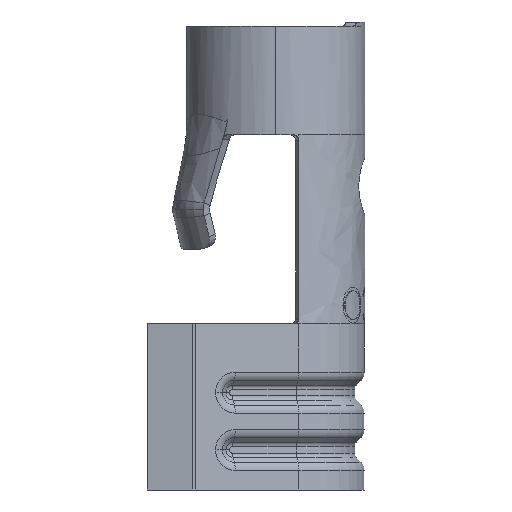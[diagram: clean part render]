
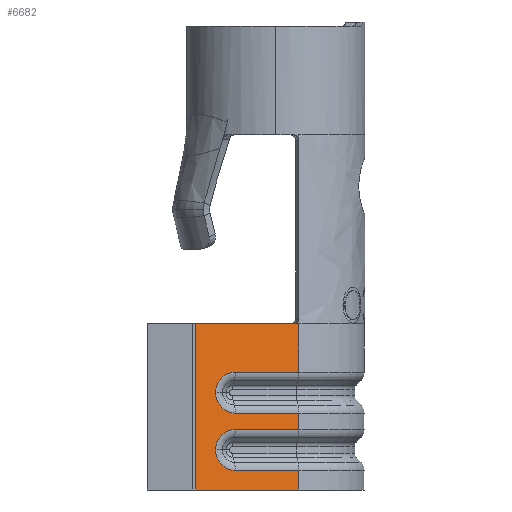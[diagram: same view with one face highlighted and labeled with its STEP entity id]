
A CAD part, left-side view. The second image highlights one B-rep face of the part: STEP entity #6682.
In plain terms, the highlighted planar face has unit normal (-0.965, -0.262, 0).
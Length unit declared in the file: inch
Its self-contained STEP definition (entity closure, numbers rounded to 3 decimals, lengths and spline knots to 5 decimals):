
#158 = CARTESIAN_POINT ( 'NONE',  ( -0.18067, 0.07013, -0.77578 ) ) ;
#269 = EDGE_CURVE ( 'NONE', #12367, #5409, #10198, .T. ) ;
#332 = EDGE_LOOP ( 'NONE', ( #6964, #7653, #9477, #16621, #4129, #13049, #6934, #6387, #10650, #14730, #4634, #15710, #16478, #4263, #11572 ) ) ;
#335 = VERTEX_POINT ( 'NONE', #946 ) ;
#465 = EDGE_CURVE ( 'NONE', #1318, #11220, #14374, .T. ) ;
#761 = LINE ( 'NONE', #6086, #2525 ) ;
#922 = DIRECTION ( 'NONE',  ( 0.262, -0.965, 0. ) ) ;
#946 = CARTESIAN_POINT ( 'NONE',  ( -0.18067, 0.07013, -0.60422 ) ) ;
#1312 = DIRECTION ( 'NONE',  ( 0., 0., -1. ) ) ;
#1318 = VERTEX_POINT ( 'NONE', #6754 ) ;
#1319 = LINE ( 'NONE', #6644, #14835 ) ;
#1429 = DIRECTION ( 'NONE',  ( -0.262, 0.965, 0. ) ) ;
#2042 = AXIS2_PLACEMENT_3D ( 'NONE', #8068, #13386, #1429 ) ;
#2079 = CARTESIAN_POINT ( 'NONE',  ( -0.15055, -0.04086, -0.52 ) ) ;
#2191 = EDGE_CURVE ( 'NONE', #12367, #12462, #10503, .T. ) ;
#2371 = LINE ( 'NONE', #7698, #13175 ) ;
#2525 = VECTOR ( 'NONE', #11402, 39.37008 ) ;
#2673 = CARTESIAN_POINT ( 'NONE',  ( -0.18067, 0.07013, -0.70422 ) ) ;
#2743 = PLANE ( 'NONE',  #2042 ) ;
#2899 = CIRCLE ( 'NONE', #10415, 0.03578 ) ;
#2932 = VECTOR ( 'NONE', #3873, 39.37008 ) ;
#3122 = DIRECTION ( 'NONE',  ( 0.965, 0.262, 0. ) ) ;
#3284 = CARTESIAN_POINT ( 'NONE',  ( -0.18067, 0.07013, -0.67578 ) ) ;
#3343 = CARTESIAN_POINT ( 'NONE',  ( -0.15055, -0.04086, -0.67578 ) ) ;
#3570 = DIRECTION ( 'NONE',  ( 0., 0., -1. ) ) ;
#3873 = DIRECTION ( 'NONE',  ( 0.262, -0.965, 0. ) ) ;
#3903 = CIRCLE ( 'NONE', #11416, 0.03578 ) ;
#3981 = CARTESIAN_POINT ( 'NONE',  ( -0.15055, -0.04086, -0.70422 ) ) ;
#4115 = CARTESIAN_POINT ( 'NONE',  ( -0.18067, 0.07013, -0.77578 ) ) ;
#4129 = ORIENTED_EDGE ( 'NONE', *, *, #9787, .T. ) ;
#4146 = VERTEX_POINT ( 'NONE', #4115 ) ;
#4209 = CIRCLE ( 'NONE', #11724, 0.03578 ) ;
#4260 = LINE ( 'NONE', #9579, #9825 ) ;
#4263 = ORIENTED_EDGE ( 'NONE', *, *, #465, .T. ) ;
#4324 = VERTEX_POINT ( 'NONE', #12324 ) ;
#4516 = DIRECTION ( 'NONE',  ( -0.262, 0.965, 0. ) ) ;
#4542 = CARTESIAN_POINT ( 'NONE',  ( -0.15055, -0.04086, -0.60422 ) ) ;
#4634 = ORIENTED_EDGE ( 'NONE', *, *, #12408, .F. ) ;
#4761 = VERTEX_POINT ( 'NONE', #4542 ) ;
#5269 = EDGE_CURVE ( 'NONE', #12462, #16639, #7557, .T. ) ;
#5382 = VECTOR ( 'NONE', #16680, 39.37008 ) ;
#5409 = VERTEX_POINT ( 'NONE', #9467 ) ;
#5487 = DIRECTION ( 'NONE',  ( -0.262, 0.965, 0. ) ) ;
#5554 = EDGE_CURVE ( 'NONE', #4146, #1318, #2899, .T. ) ;
#5638 = CARTESIAN_POINT ( 'NONE',  ( -0.18067, 0.07013, -0.74 ) ) ;
#6045 = LINE ( 'NONE', #11361, #5382 ) ;
#6086 = CARTESIAN_POINT ( 'NONE',  ( -0.18067, 0.07013, -0.67578 ) ) ;
#6387 = ORIENTED_EDGE ( 'NONE', *, *, #2191, .F. ) ;
#6532 = EDGE_CURVE ( 'NONE', #4324, #4146, #8104, .T. ) ;
#6644 = CARTESIAN_POINT ( 'NONE',  ( -0.15055, -0.04086, -0.52 ) ) ;
#6682 = ADVANCED_FACE ( 'NONE', ( #14688 ), #2743, .F. ) ;
#6720 = CARTESIAN_POINT ( 'NONE',  ( -0.15317, -0.03121, -0.52 ) ) ;
#6738 = CARTESIAN_POINT ( 'NONE',  ( -0.18067, 0.07013, -0.64 ) ) ;
#6754 = CARTESIAN_POINT ( 'NONE',  ( -0.19005, 0.10466, -0.74 ) ) ;
#6934 = ORIENTED_EDGE ( 'NONE', *, *, #5269, .F. ) ;
#6964 = ORIENTED_EDGE ( 'NONE', *, *, #9322, .F. ) ;
#7165 = VERTEX_POINT ( 'NONE', #3343 ) ;
#7185 = EDGE_CURVE ( 'NONE', #5409, #12037, #6045, .T. ) ;
#7296 = VERTEX_POINT ( 'NONE', #7793 ) ;
#7557 = LINE ( 'NONE', #12882, #7919 ) ;
#7653 = ORIENTED_EDGE ( 'NONE', *, *, #11365, .T. ) ;
#7698 = CARTESIAN_POINT ( 'NONE',  ( -0.15055, -0.04086, -0.52 ) ) ;
#7793 = CARTESIAN_POINT ( 'NONE',  ( -0.19005, 0.10466, -0.64 ) ) ;
#7919 = VECTOR ( 'NONE', #922, 39.37008 ) ;
#7956 = LINE ( 'NONE', #13273, #12154 ) ;
#8068 = CARTESIAN_POINT ( 'NONE',  ( -0.15055, -0.04086, -0.52 ) ) ;
#8104 = LINE ( 'NONE', #158, #8738 ) ;
#8113 = VECTOR ( 'NONE', #3570, 39.37008 ) ;
#8450 = DIRECTION ( 'NONE',  ( -0.262, 0.965, 0. ) ) ;
#8738 = VECTOR ( 'NONE', #5487, 39.37008 ) ;
#9111 = EDGE_CURVE ( 'NONE', #16639, #4761, #2371, .T. ) ;
#9259 = CARTESIAN_POINT ( 'NONE',  ( -0.1993, 0.13876, -0.52 ) ) ;
#9301 = DIRECTION ( 'NONE',  ( 0.262, -0.965, 0. ) ) ;
#9322 = EDGE_CURVE ( 'NONE', #7165, #11758, #1319, .T. ) ;
#9467 = CARTESIAN_POINT ( 'NONE',  ( -0.1993, 0.13876, -0.81 ) ) ;
#9477 = ORIENTED_EDGE ( 'NONE', *, *, #11768, .T. ) ;
#9579 = CARTESIAN_POINT ( 'NONE',  ( -0.15055, -0.04086, -0.60422 ) ) ;
#9787 = EDGE_CURVE ( 'NONE', #335, #4761, #4260, .T. ) ;
#9825 = VECTOR ( 'NONE', #14897, 39.37008 ) ;
#10072 = EDGE_CURVE ( 'NONE', #11220, #11758, #15920, .T. ) ;
#10198 = LINE ( 'NONE', #15506, #8113 ) ;
#10415 = AXIS2_PLACEMENT_3D ( 'NONE', #5638, #10956, #16275 ) ;
#10503 = LINE ( 'NONE', #15815, #2932 ) ;
#10650 = ORIENTED_EDGE ( 'NONE', *, *, #269, .T. ) ;
#10746 = DIRECTION ( 'NONE',  ( 0.965, 0.262, 0. ) ) ;
#10956 = DIRECTION ( 'NONE',  ( 0.965, 0.262, 0. ) ) ;
#11134 = CARTESIAN_POINT ( 'NONE',  ( -0.18067, 0.07013, -0.64 ) ) ;
#11220 = VERTEX_POINT ( 'NONE', #2673 ) ;
#11361 = CARTESIAN_POINT ( 'NONE',  ( -0.15055, -0.04086, -0.81 ) ) ;
#11365 = EDGE_CURVE ( 'NONE', #7165, #11843, #761, .T. ) ;
#11402 = DIRECTION ( 'NONE',  ( -0.262, 0.965, 0. ) ) ;
#11416 = AXIS2_PLACEMENT_3D ( 'NONE', #11134, #16456, #4516 ) ;
#11542 = AXIS2_PLACEMENT_3D ( 'NONE', #15064, #3122, #8450 ) ;
#11572 = ORIENTED_EDGE ( 'NONE', *, *, #10072, .T. ) ;
#11724 = AXIS2_PLACEMENT_3D ( 'NONE', #6738, #10746, #16063 ) ;
#11758 = VERTEX_POINT ( 'NONE', #13758 ) ;
#11764 = VECTOR ( 'NONE', #9301, 39.37008 ) ;
#11768 = EDGE_CURVE ( 'NONE', #11843, #7296, #3903, .T. ) ;
#11843 = VERTEX_POINT ( 'NONE', #3284 ) ;
#11963 = DIRECTION ( 'NONE',  ( 0., 0., -1. ) ) ;
#12037 = VERTEX_POINT ( 'NONE', #13372 ) ;
#12154 = VECTOR ( 'NONE', #1312, 39.37008 ) ;
#12324 = CARTESIAN_POINT ( 'NONE',  ( -0.15055, -0.04086, -0.77578 ) ) ;
#12367 = VERTEX_POINT ( 'NONE', #9259 ) ;
#12408 = EDGE_CURVE ( 'NONE', #4324, #12037, #7956, .T. ) ;
#12462 = VERTEX_POINT ( 'NONE', #6720 ) ;
#12882 = CARTESIAN_POINT ( 'NONE',  ( -0.15055, -0.04086, -0.52 ) ) ;
#13020 = DIRECTION ( 'NONE',  ( 0., 0., -1. ) ) ;
#13049 = ORIENTED_EDGE ( 'NONE', *, *, #9111, .F. ) ;
#13175 = VECTOR ( 'NONE', #13020, 39.37008 ) ;
#13273 = CARTESIAN_POINT ( 'NONE',  ( -0.15055, -0.04086, -0.52 ) ) ;
#13372 = CARTESIAN_POINT ( 'NONE',  ( -0.15055, -0.04086, -0.81 ) ) ;
#13386 = DIRECTION ( 'NONE',  ( 0.965, 0.262, 0. ) ) ;
#13758 = CARTESIAN_POINT ( 'NONE',  ( -0.15055, -0.04086, -0.70422 ) ) ;
#14374 = CIRCLE ( 'NONE', #11542, 0.03578 ) ;
#14386 = EDGE_CURVE ( 'NONE', #7296, #335, #4209, .T. ) ;
#14688 = FACE_OUTER_BOUND ( 'NONE', #332, .T. ) ;
#14730 = ORIENTED_EDGE ( 'NONE', *, *, #7185, .T. ) ;
#14835 = VECTOR ( 'NONE', #11963, 39.37008 ) ;
#14897 = DIRECTION ( 'NONE',  ( 0.262, -0.965, 0. ) ) ;
#15064 = CARTESIAN_POINT ( 'NONE',  ( -0.18067, 0.07013, -0.74 ) ) ;
#15506 = CARTESIAN_POINT ( 'NONE',  ( -0.1993, 0.13876, -0.52 ) ) ;
#15710 = ORIENTED_EDGE ( 'NONE', *, *, #6532, .T. ) ;
#15815 = CARTESIAN_POINT ( 'NONE',  ( -0.15055, -0.04086, -0.52 ) ) ;
#15920 = LINE ( 'NONE', #3981, #11764 ) ;
#16063 = DIRECTION ( 'NONE',  ( -0.262, 0.965, 0. ) ) ;
#16275 = DIRECTION ( 'NONE',  ( -0.262, 0.965, 0. ) ) ;
#16456 = DIRECTION ( 'NONE',  ( 0.965, 0.262, 0. ) ) ;
#16478 = ORIENTED_EDGE ( 'NONE', *, *, #5554, .T. ) ;
#16621 = ORIENTED_EDGE ( 'NONE', *, *, #14386, .T. ) ;
#16639 = VERTEX_POINT ( 'NONE', #2079 ) ;
#16680 = DIRECTION ( 'NONE',  ( 0.262, -0.965, 0. ) ) ;
